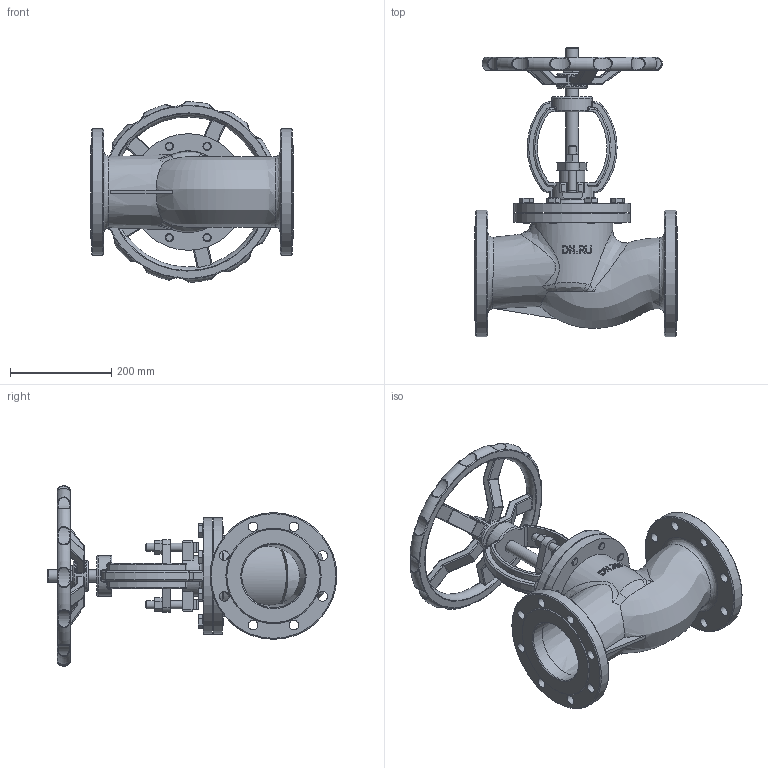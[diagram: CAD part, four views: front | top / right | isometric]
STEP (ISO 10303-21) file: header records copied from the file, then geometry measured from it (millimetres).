
FILE_DESCRIPTION(/* description */ (''),/* implementation_level */ '2;1');
FILE_NAME(/* name */ 'DN125_3D_STEP.stp',/* time_stamp */ '2024-02-11T21:34:52+03:00',/* author */ ('igorr'),/* organization */ (''),/* preprocessor_version */ 'ST-DEVELOPER v19.2',/* originating_system */ 'Autodesk Inventor 2023',/* authorisation */ '');
FILE_SCHEMA (('AUTOMOTIVE_DESIGN { 1 0 10303 214 3 1 1 }'));
Length unit declared in the file: millimetre
Products named in the file (6): Сборка; Деталь1; Деталь2; AS 1110 - M16 x 40; ANSI B18.2.4.2M - M16x2; ANSI B18.2.4.2M - M24x3
Assembly tree (13 placements, depth 2):
  Сборка
    Деталь1
    Деталь2
    AS 1110 - M16 x 40  x8
    ANSI B18.2.4.2M - M16x2  x2
    ANSI B18.2.4.2M - M24x3
Bounding box: 400 x 571.5 x 356.21 mm (x, y, z)
Volume: 9311917.5 mm3; surface area: 1021757 mm2
Topology: 13 solids, 13 shells, 1006 faces, 2342 edges, 1386 vertices
Faces by surface type: plane 322, cylinder 256, torus 141, bspline 112, cone 103, sphere 72
Full cylindrical faces by diameter (mm): 13.835 x2, 16 x28, 19 x16, 20.752 x1, 24 x8, 25 x3, 30 x1, 32.5 x1, 50 x1, 60 x1, 63.693 x1, 80 x1, 120 x1, 125 x2, 230 x2, 250 x2
Entity records: 32173 total; most frequent: CARTESIAN_POINT 12536, DIRECTION 3967, ORIENTED_EDGE 3874, EDGE_CURVE 1937, AXIS2_PLACEMENT_3D 1666, VERTEX_POINT 1147, EDGE_LOOP 926, CIRCLE 917
